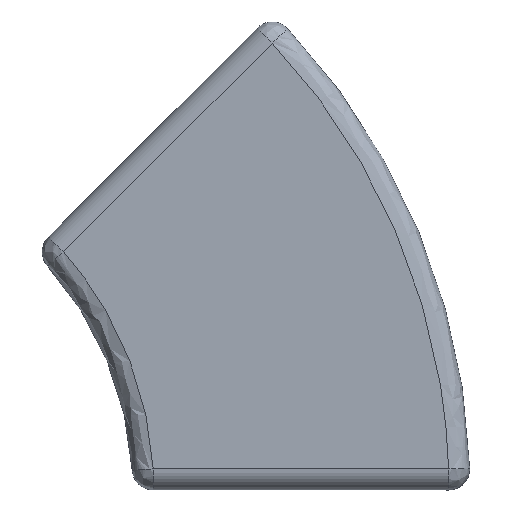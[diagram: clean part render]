
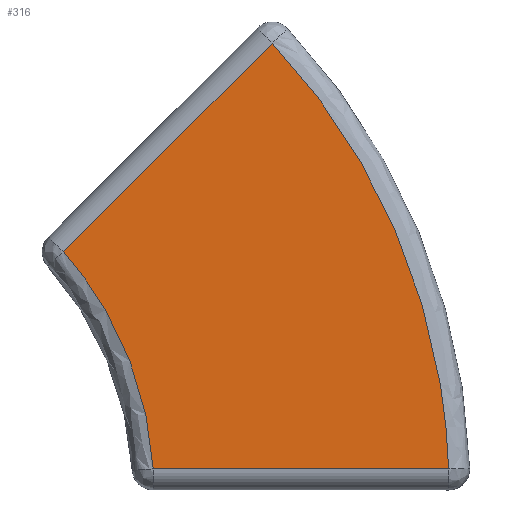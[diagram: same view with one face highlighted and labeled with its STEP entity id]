
A CAD part, top view. The second image highlights one B-rep face of the part: STEP entity #316.
In plain terms, the highlighted planar face has unit normal (0, 0, 1).
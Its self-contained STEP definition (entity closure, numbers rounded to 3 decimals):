
#33 = ORIENTED_EDGE ( 'NONE', *, *, #90, .F. ) ;
#51 = VERTEX_POINT ( 'NONE', #204 ) ;
#54 = DIRECTION ( 'NONE',  ( -1., 0., 0. ) ) ;
#65 = CARTESIAN_POINT ( 'NONE',  ( 69.559, 39.117, 4. ) ) ;
#71 = VERTEX_POINT ( 'NONE', #649 ) ;
#76 = ORIENTED_EDGE ( 'NONE', *, *, #253, .F. ) ;
#90 = EDGE_CURVE ( 'NONE', #71, #178, #690, .T. ) ;
#102 = ORIENTED_EDGE ( 'NONE', *, *, #206, .F. ) ;
#103 = VECTOR ( 'NONE', #54, 1000. ) ;
#131 = PLANE ( 'NONE',  #699 ) ;
#133 = CARTESIAN_POINT ( 'NONE',  ( 31.768, 28.232, 4. ) ) ;
#135 = CARTESIAN_POINT ( 'NONE',  ( 77.46, 2.505, 4. ) ) ;
#136 = VERTEX_POINT ( 'NONE', #504 ) ;
#163 = EDGE_CURVE ( 'NONE', #178, #136, #564, .T. ) ;
#174 = CARTESIAN_POINT ( 'NONE',  ( 76.844, 21.531, 4. ) ) ;
#176 = DIRECTION ( 'NONE',  ( 0., 0., 1. ) ) ;
#178 = VERTEX_POINT ( 'NONE', #563 ) ;
#204 = CARTESIAN_POINT ( 'NONE',  ( 56.54, 53.004, 4. ) ) ;
#205 =( BOUNDED_CURVE ( )  B_SPLINE_CURVE ( 3, ( #507, #65, #174, #135 ),
 .UNSPECIFIED., .F., .F. ) 
 B_SPLINE_CURVE_WITH_KNOTS ( ( 4, 4 ),
 ( 0., 1. ),
 .UNSPECIFIED. ) 
 CURVE ( )  GEOMETRIC_REPRESENTATION_ITEM ( )  RATIONAL_B_SPLINE_CURVE ( ( 1., 0.957, 0.957, 1. ) ) 
 REPRESENTATION_ITEM ( '' )  );
#206 = EDGE_CURVE ( 'NONE', #51, #71, #205, .T. ) ;
#207 = LINE ( 'NONE', #463, #634 ) ;
#253 = EDGE_CURVE ( 'NONE', #136, #51, #207, .T. ) ;
#316 = ADVANCED_FACE ( 'NONE', ( #648 ), #131, .T. ) ;
#329 = CARTESIAN_POINT ( 'NONE',  ( 41.858, 12.125, 4. ) ) ;
#388 = ORIENTED_EDGE ( 'NONE', *, *, #163, .F. ) ;
#454 = CARTESIAN_POINT ( 'NONE',  ( 38.17, 21.029, 4. ) ) ;
#458 = DIRECTION ( 'NONE',  ( 0., -1., 0. ) ) ;
#463 = CARTESIAN_POINT ( 'NONE',  ( 29.868, 26.332, 4. ) ) ;
#486 = CARTESIAN_POINT ( 'NONE',  ( 27.4, 2.505, 4. ) ) ;
#498 = EDGE_LOOP ( 'NONE', ( #33, #102, #76, #388 ) ) ;
#504 = CARTESIAN_POINT ( 'NONE',  ( 31.768, 28.232, 4. ) ) ;
#507 = CARTESIAN_POINT ( 'NONE',  ( 56.54, 53.004, 4. ) ) ;
#512 = CARTESIAN_POINT ( 'NONE',  ( 27.4, 27.4, 4. ) ) ;
#514 = DIRECTION ( 'NONE',  ( 0.707, 0.707, 0. ) ) ;
#563 = CARTESIAN_POINT ( 'NONE',  ( 42.426, 2.505, 4. ) ) ;
#564 =( BOUNDED_CURVE ( )  B_SPLINE_CURVE ( 3, ( #609, #329, #454, #133 ),
 .UNSPECIFIED., .F., .T. ) 
 B_SPLINE_CURVE_WITH_KNOTS ( ( 4, 4 ),
 ( 0., 1. ),
 .UNSPECIFIED. ) 
 CURVE ( )  GEOMETRIC_REPRESENTATION_ITEM ( )  RATIONAL_B_SPLINE_CURVE ( ( 1., 0.963, 0.963, 1. ) ) 
 REPRESENTATION_ITEM ( '' )  );
#609 = CARTESIAN_POINT ( 'NONE',  ( 42.426, 2.505, 4. ) ) ;
#634 = VECTOR ( 'NONE', #514, 1000. ) ;
#648 = FACE_OUTER_BOUND ( 'NONE', #498, .T. ) ;
#649 = CARTESIAN_POINT ( 'NONE',  ( 77.46, 2.505, 4. ) ) ;
#690 = LINE ( 'NONE', #486, #103 ) ;
#699 = AXIS2_PLACEMENT_3D ( 'NONE', #512, #176, #458 ) ;
